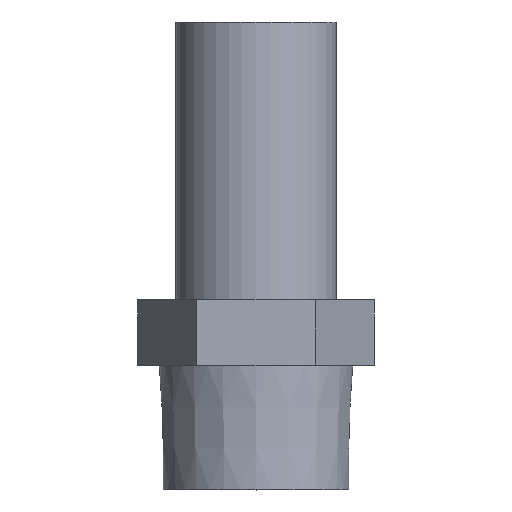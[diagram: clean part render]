
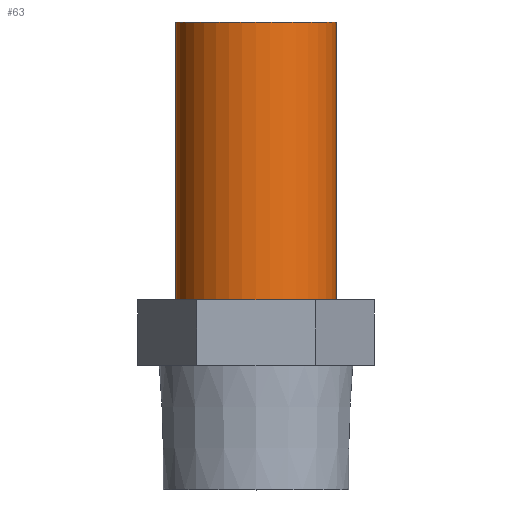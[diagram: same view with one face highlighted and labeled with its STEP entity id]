
A CAD part, top view. The second image highlights one B-rep face of the part: STEP entity #63.
In plain terms, the highlighted cylindrical face has radius 11 mm (diameter 22 mm), a full revolution.
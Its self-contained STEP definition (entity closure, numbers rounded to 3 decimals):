
#63 = ADVANCED_FACE( '', ( #129, #130 ), #131, .T. );
#129 = FACE_OUTER_BOUND( '', #190, .T. );
#130 = FACE_OUTER_BOUND( '', #191, .T. );
#131 = CYLINDRICAL_SURFACE( '', #192, 11. );
#190 = EDGE_LOOP( '', ( #294 ) );
#191 = EDGE_LOOP( '', ( #295 ) );
#192 = AXIS2_PLACEMENT_3D( '', #296, #297, #298 );
#294 = ORIENTED_EDGE( '', *, *, #337, .T. );
#295 = ORIENTED_EDGE( '', *, *, #343, .T. );
#296 = CARTESIAN_POINT( '', ( 0., 47., 0. ) );
#297 = DIRECTION( '', ( 0., 1., 0. ) );
#298 = DIRECTION( '', ( 0., 0., -1. ) );
#337 = EDGE_CURVE( '', #392, #392, #393, .T. );
#343 = EDGE_CURVE( '', #402, #402, #403, .T. );
#392 = VERTEX_POINT( '', #466 );
#393 = CIRCLE( '', #467, 11. );
#402 = VERTEX_POINT( '', #479 );
#403 = CIRCLE( '', #480, 11. );
#466 = CARTESIAN_POINT( '', ( 0., 9., 11. ) );
#467 = AXIS2_PLACEMENT_3D( '', #519, #520, #521 );
#479 = CARTESIAN_POINT( '', ( 0., 47., -11. ) );
#480 = AXIS2_PLACEMENT_3D( '', #528, #529, #530 );
#519 = CARTESIAN_POINT( '', ( 0., 9., 0. ) );
#520 = DIRECTION( '', ( 0., 1., 0. ) );
#521 = DIRECTION( '', ( 0., 0., 1. ) );
#528 = CARTESIAN_POINT( '', ( 0., 47., 0. ) );
#529 = DIRECTION( '', ( 0., -1., 0. ) );
#530 = DIRECTION( '', ( 0., 0., -1. ) );
